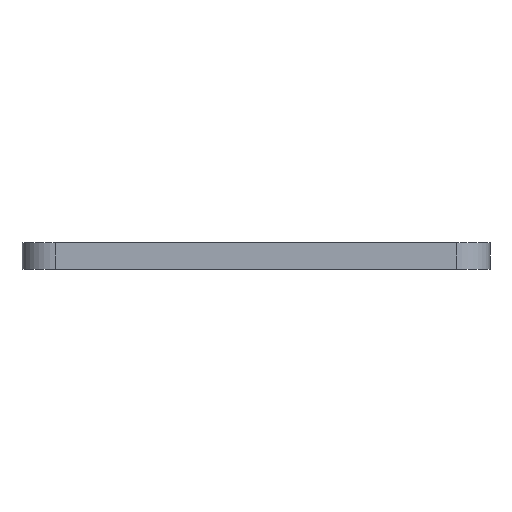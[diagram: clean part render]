
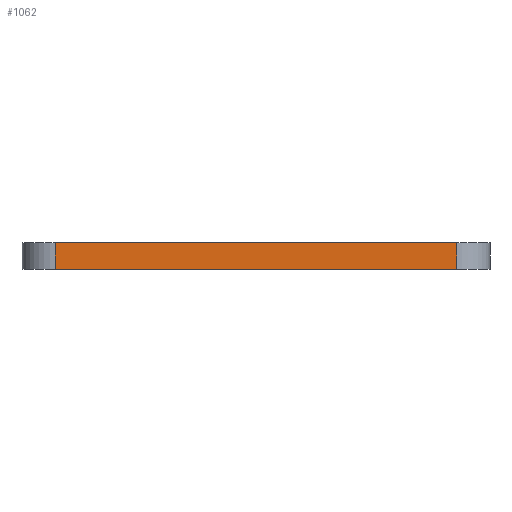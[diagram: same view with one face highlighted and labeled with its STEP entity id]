
A CAD part, left-side view. The second image highlights one B-rep face of the part: STEP entity #1062.
In plain terms, the highlighted planar face has unit normal (-1, 0, 0).
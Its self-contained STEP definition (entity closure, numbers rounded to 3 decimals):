
#156=FACE_OUTER_BOUND('',#244,.T.);
#244=EDGE_LOOP('',(#945,#946,#947,#948));
#283=LINE('',#1555,#385);
#329=LINE('',#1694,#431);
#346=LINE('',#1760,#448);
#347=LINE('',#1762,#449);
#385=VECTOR('',#1243,10.);
#431=VECTOR('',#1381,10.);
#448=VECTOR('',#1460,10.);
#449=VECTOR('',#1463,10.);
#480=VERTEX_POINT('',#1552);
#481=VERTEX_POINT('',#1554);
#527=VERTEX_POINT('',#1691);
#528=VERTEX_POINT('',#1693);
#582=EDGE_CURVE('',#480,#481,#283,.T.);
#650=EDGE_CURVE('',#528,#527,#329,.T.);
#682=EDGE_CURVE('',#527,#481,#346,.T.);
#683=EDGE_CURVE('',#528,#480,#347,.T.);
#945=ORIENTED_EDGE('',*,*,#650,.T.);
#946=ORIENTED_EDGE('',*,*,#682,.T.);
#947=ORIENTED_EDGE('',*,*,#582,.F.);
#948=ORIENTED_EDGE('',*,*,#683,.F.);
#1007=PLANE('',#1174);
#1062=ADVANCED_FACE('',(#156),#1007,.T.);
#1174=AXIS2_PLACEMENT_3D('',#1761,#1461,#1462);
#1243=DIRECTION('',(0.,-1.,0.));
#1381=DIRECTION('',(0.,-1.,0.));
#1460=DIRECTION('',(0.,0.,1.));
#1461=DIRECTION('center_axis',(-1.,0.,0.));
#1462=DIRECTION('ref_axis',(0.,-1.,0.));
#1463=DIRECTION('',(0.,0.,1.));
#1552=CARTESIAN_POINT('',(-60.,30.,26.));
#1554=CARTESIAN_POINT('',(-60.,-30.,26.));
#1555=CARTESIAN_POINT('',(-60.,30.,26.));
#1691=CARTESIAN_POINT('',(-60.,-30.,22.));
#1693=CARTESIAN_POINT('',(-60.,30.,22.));
#1694=CARTESIAN_POINT('',(-60.,30.,22.));
#1760=CARTESIAN_POINT('',(-60.,-30.,22.));
#1761=CARTESIAN_POINT('Origin',(-60.,30.,22.));
#1762=CARTESIAN_POINT('',(-60.,30.,22.));
